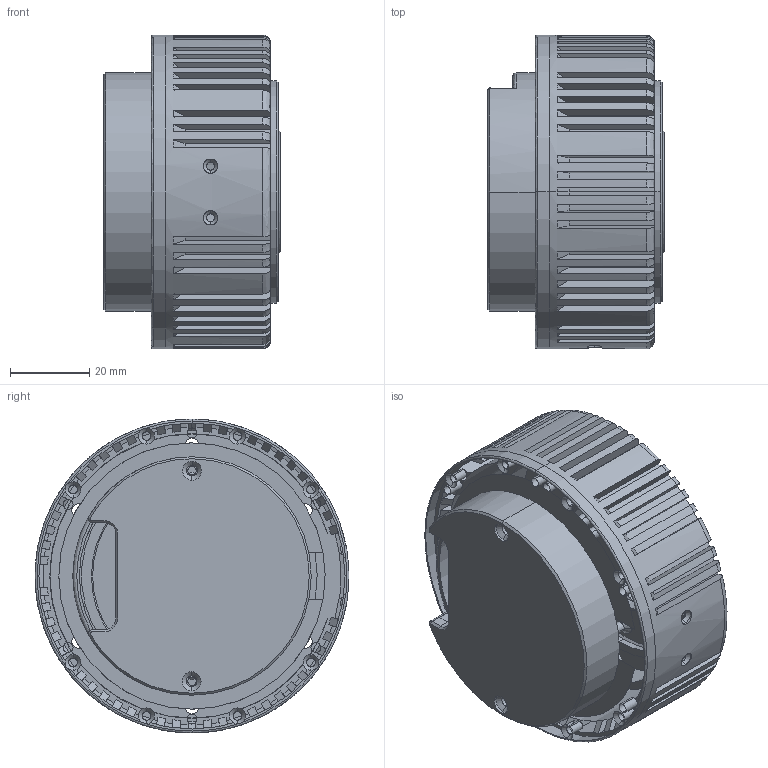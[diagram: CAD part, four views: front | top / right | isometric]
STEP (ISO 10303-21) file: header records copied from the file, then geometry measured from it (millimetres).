
FILE_DESCRIPTION (( 'STEP AP214' ), '1' );
FILE_NAME ('RMD-X6-P8.step', '2024-01-12T02:30:40', ( '' ), ( '' ), 'SwSTEP 2.0', 'SolidWorks 2020', '' );
FILE_SCHEMA (( 'AUTOMOTIVE_DESIGN' ));
Length unit declared in the file: millimetre
Products named in the file (1): RMD-X6-P8
Bounding box: 44.5 x 79 x 79 mm (x, y, z)
Surface area: 42872.7 mm2 (no closed solid volume)
Topology: 0 solids, 8 shells, 460 faces, 1423 edges, 963 vertices
Faces by surface type: cylinder 184, plane 118, cone 109, bspline 49
Entity records: 22920 total; most frequent: CARTESIAN_POINT 5521, ORIENTED_EDGE 2561, DIRECTION 2560, EDGE_CURVE 1408, AXIS2_PLACEMENT_3D 1006, VERTEX_POINT 959, CIRCLE 594, LINE 548
